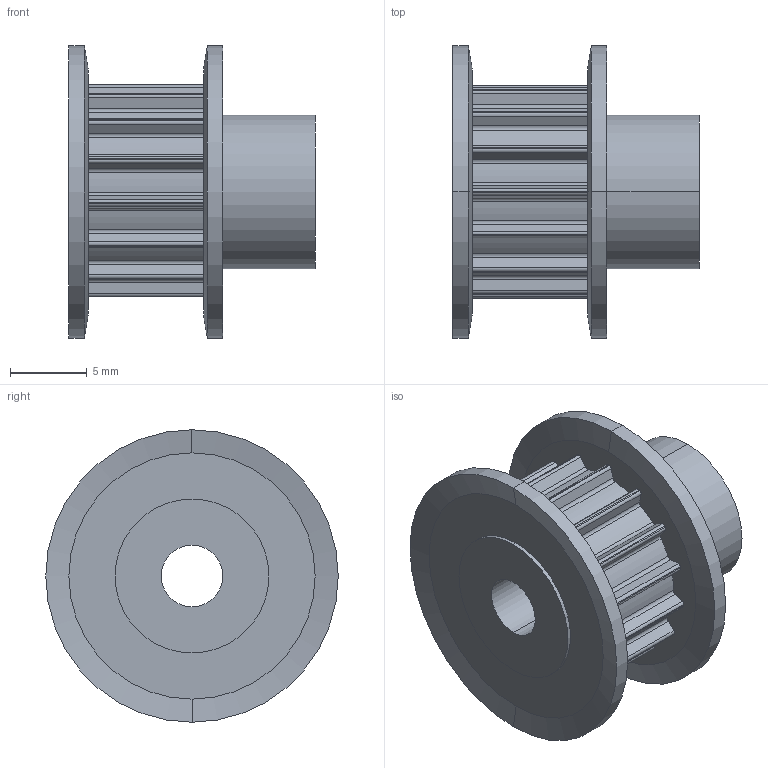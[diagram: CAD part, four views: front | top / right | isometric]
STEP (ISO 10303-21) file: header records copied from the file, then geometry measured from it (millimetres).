
FILE_DESCRIPTION(('STEP AP214'),'1');
FILE_NAME('cctmp_A605513E-E4A1-460D-AB4E-AEF1A0688131_2021_1_6_11_4_17_507..stp','2021-01-06T10:04:17',('Mulco-Europe EWIV'),('CADClick - www.CADClick.com'),'Spatial InterOp 3D',' ','unknown authorization');
FILE_SCHEMA(('AUTOMOTIVE_DESIGN'));
Length unit declared in the file: millimetre
Products named in the file (1): 2021_01_06__11-04-17-491
Bounding box: 16 x 19 x 19 mm (x, y, z)
Volume: 1783.1 mm3; surface area: 1836.6 mm2
Topology: 1 solids, 1 shells, 145 faces, 409 edges, 270 vertices
Faces by surface type: cylinder 101, plane 36, cone 8
Entity records: 5977 total; most frequent: DIRECTION 911, CARTESIAN_POINT 825, ORIENTED_EDGE 818, EDGE_CURVE 409, AXIS2_PLACEMENT_3D 356, VERTEX_POINT 270, CIRCLE 210, LINE 199
